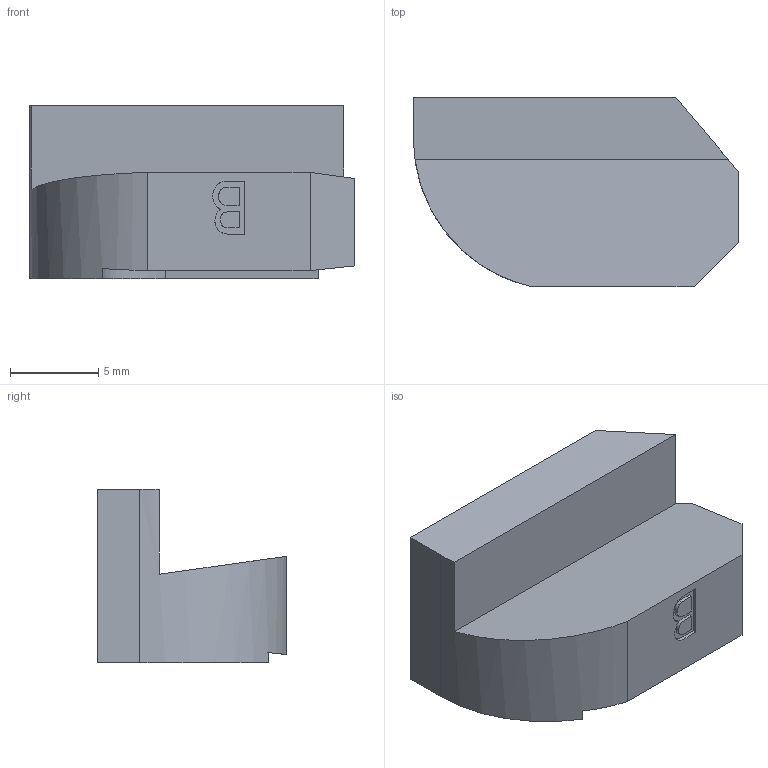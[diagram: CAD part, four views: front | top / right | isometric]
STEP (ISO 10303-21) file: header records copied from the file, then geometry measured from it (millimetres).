
FILE_DESCRIPTION(/* description */ (''),/* implementation_level */ '2;1');
FILE_NAME(/* name */ '1551973016717.stp',/* time_stamp */ '2019-03-07T16:37:13+01:00',/* author */ (''),/* organization */ ('SMS'),/* preprocessor_version */ 'ST-DEVELOPER v15',/* originating_system */ 'SIEMENS PLM Software NX 8.5',/* authorisation */ '');
FILE_SCHEMA (('AUTOMOTIVE_DESIGN { 1 0 10303 214 3 1 1 1 }'));
Length unit declared in the file: millimetre
Products named in the file (1): 200973521mod000_01
Bounding box: 18.35 x 10.7 x 9.8 mm (x, y, z)
Volume: 1077.6 mm3; surface area: 823.6 mm2
Topology: 1 solids, 1 shells, 28 faces, 69 edges, 49 vertices
Faces by surface type: plane 20, extrusion 6, cylinder 2
Entity records: 1064 total; most frequent: CARTESIAN_POINT 366, ORIENTED_EDGE 138, DIRECTION 113, EDGE_CURVE 69, VECTOR 49, VERTEX_POINT 46, LINE 43, AXIS2_PLACEMENT_3D 32
